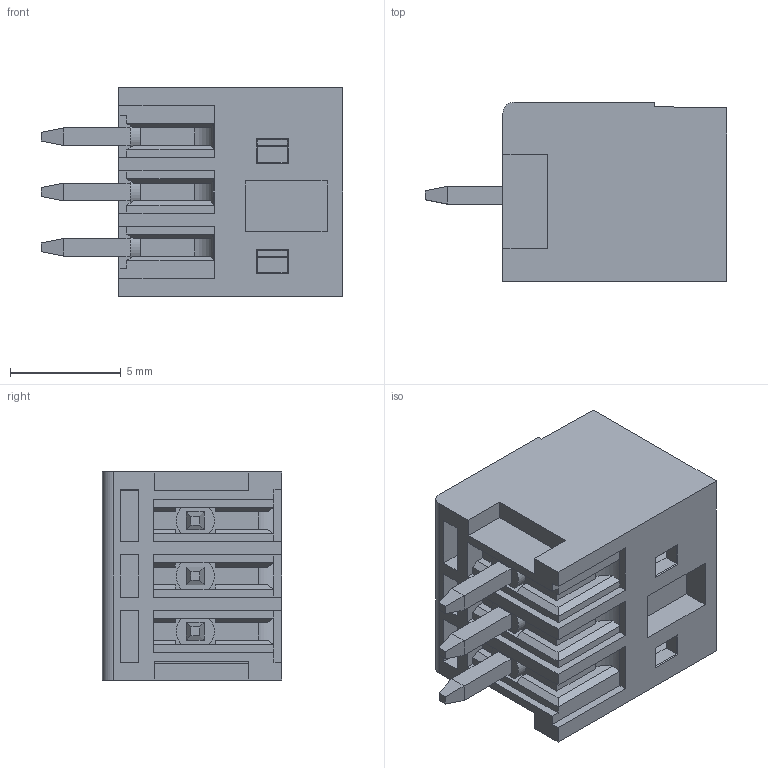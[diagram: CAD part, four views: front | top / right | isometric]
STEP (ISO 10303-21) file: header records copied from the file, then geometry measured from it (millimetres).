
FILE_DESCRIPTION((''),'2;1');
FILE_NAME('TLPHC-006V','2024-09-18T',('sheji'),(''),'PRO/ENGINEER BY PARAMETRIC TECHNOLOGY CORPORATION, 2015240','PRO/ENGINEER BY PARAMETRIC TECHNOLOGY CORPORATION, 2015240','');
FILE_SCHEMA(('CONFIG_CONTROL_DESIGN'));
Length unit declared in the file: millimetre
Products named in the file (1): TLPHC-006V
Bounding box: 13.6 x 8.1 x 9.4 mm (x, y, z)
Volume: 448.9 mm3; surface area: 955.6 mm2
Topology: 1 solids, 1 shells, 332 faces, 876 edges, 560 vertices
Faces by surface type: plane 295, cylinder 25, cone 12
Entity records: 10075 total; most frequent: CARTESIAN_POINT 1797, ORIENTED_EDGE 1752, DIRECTION 1605, EDGE_CURVE 876, VECTOR 793, LINE 793, VERTEX_POINT 560, AXIS2_PLACEMENT_3D 406
